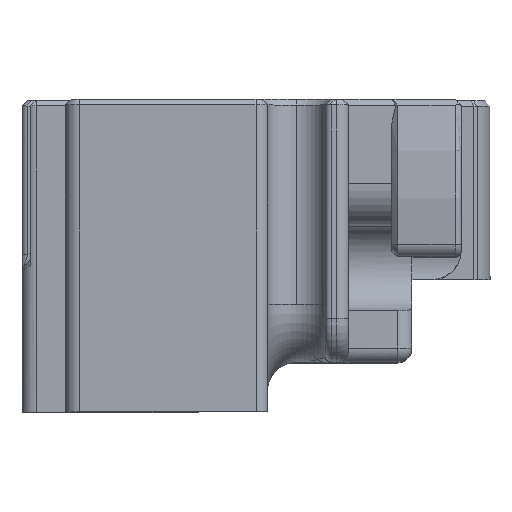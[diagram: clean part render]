
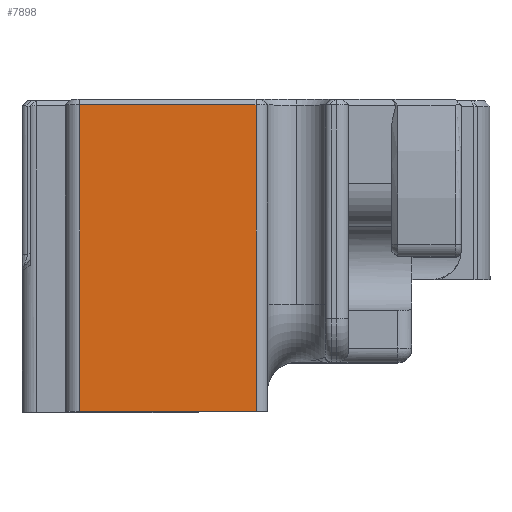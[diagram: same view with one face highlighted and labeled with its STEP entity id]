
A CAD part, top view. The second image highlights one B-rep face of the part: STEP entity #7898.
In plain terms, the highlighted planar face has unit normal (0, 0, 1).
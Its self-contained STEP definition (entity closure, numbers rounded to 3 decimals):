
#636=FACE_OUTER_BOUND('',#1075,.T.);
#1075=EDGE_LOOP('',(#6025,#6026,#6027,#6028));
#1845=LINE('',#12362,#2725);
#1848=LINE('',#12399,#2728);
#1849=LINE('',#12401,#2729);
#1850=LINE('',#12402,#2730);
#2725=VECTOR('',#9818,10.);
#2728=VECTOR('',#9823,10.);
#2729=VECTOR('',#9824,10.);
#2730=VECTOR('',#9825,10.);
#3539=VERTEX_POINT('',#12355);
#3542=VERTEX_POINT('',#12360);
#3545=VERTEX_POINT('',#12398);
#3546=VERTEX_POINT('',#12400);
#4453=EDGE_CURVE('',#3542,#3539,#1845,.T.);
#4457=EDGE_CURVE('',#3545,#3542,#1848,.T.);
#4458=EDGE_CURVE('',#3546,#3545,#1849,.T.);
#4459=EDGE_CURVE('',#3539,#3546,#1850,.T.);
#6025=ORIENTED_EDGE('',*,*,#4453,.F.);
#6026=ORIENTED_EDGE('',*,*,#4457,.F.);
#6027=ORIENTED_EDGE('',*,*,#4458,.F.);
#6028=ORIENTED_EDGE('',*,*,#4459,.F.);
#7577=PLANE('',#8428);
#7898=ADVANCED_FACE('',(#636),#7577,.F.);
#8428=AXIS2_PLACEMENT_3D('',#12397,#9821,#9822);
#9818=DIRECTION('',(0.,-1.,0.));
#9821=DIRECTION('center_axis',(0.,0.,
-1.));
#9822=DIRECTION('ref_axis',(-1.,0.,0.));
#9823=DIRECTION('',(1.,0.,0.));
#9824=DIRECTION('',(0.,1.,0.));
#9825=DIRECTION('',(-1.,0.,0.));
#12355=CARTESIAN_POINT('',(-59.629,128.542,40.967));
#12360=CARTESIAN_POINT('',(-59.629,149.742,40.967));
#12362=CARTESIAN_POINT('',(-59.629,129.842,40.967));
#12397=CARTESIAN_POINT('Origin',(-53.729,108.542,40.967));
#12398=CARTESIAN_POINT('',(-71.829,149.742,40.967));
#12399=CARTESIAN_POINT('',(-57.054,149.742,40.967));
#12400=CARTESIAN_POINT('',(-71.829,128.542,40.967));
#12401=CARTESIAN_POINT('',(-71.829,118.542,40.967));
#12402=CARTESIAN_POINT('',(-56.679,128.542,40.967));
